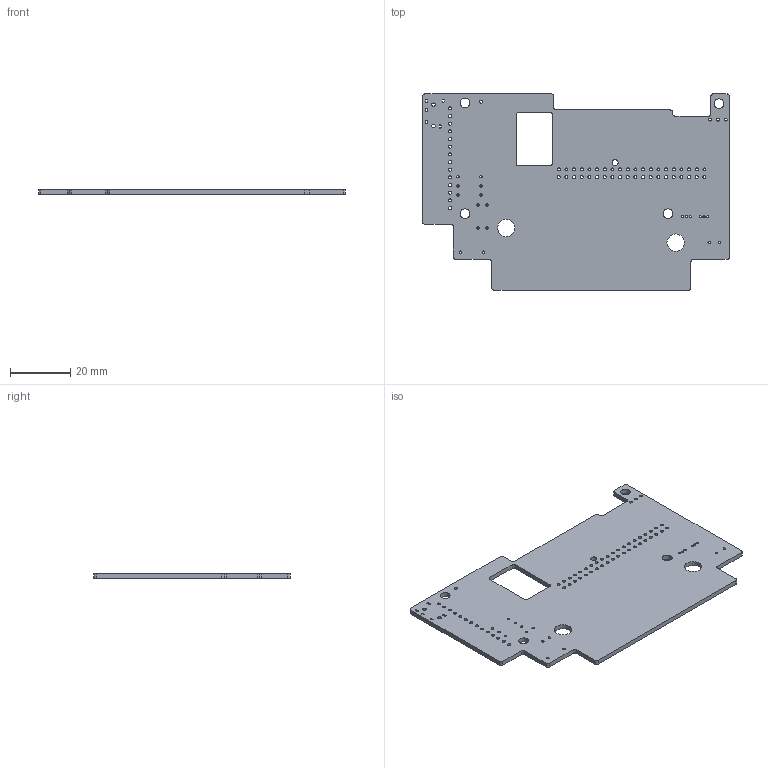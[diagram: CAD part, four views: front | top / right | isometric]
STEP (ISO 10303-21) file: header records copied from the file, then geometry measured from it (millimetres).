
FILE_DESCRIPTION(('KiCad electronic assembly'),'2;1');
FILE_NAME('banana_proto.step','2023-04-22T18:12:55',('Pcbnew'),('Kicad') ,'Open CASCADE STEP processor 7.5','KiCad to STEP converter','Unknown' );
FILE_SCHEMA(('AUTOMOTIVE_DESIGN { 1 0 10303 214 1 1 1 1 }'));
Length unit declared in the file: millimetre
Products named in the file (2): banana_proto 1; banana_proto PCB
Assembly tree (1 placements, depth 2):
  banana_proto 1
    banana_proto PCB
Bounding box: 101.6 x 65.02 x 1.58 mm (x, y, z)
Volume: 8609.3 mm3; surface area: 12088.5 mm2
Topology: 1 solids, 1 shells, 149 faces, 441 edges, 294 vertices
Faces by surface type: cylinder 117, plane 32
Full cylindrical faces by diameter (mm): 0.75 x6, 0.8 x14, 1 x58, 1.2 x2, 2 x1, 3.2 x4, 5.745 x1, 5.749 x1
Entity records: 11963 total; most frequent: CARTESIAN_POINT 3172, DIRECTION 1625, ORIENTED_EDGE 882, PCURVE 882, DEFINITIONAL_REPRESENTATION 882, LINE 855, VECTOR 855, EDGE_CURVE 441
